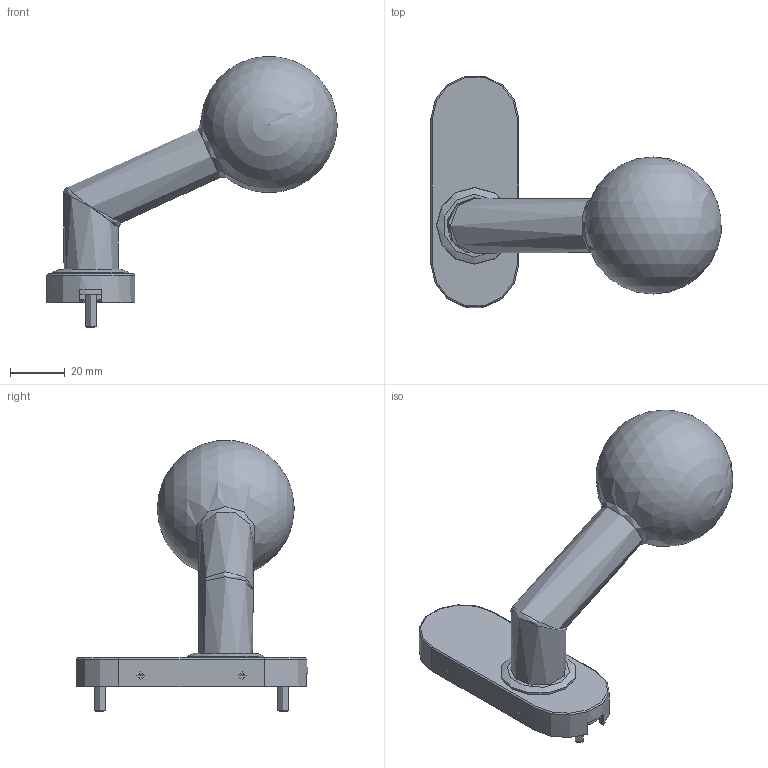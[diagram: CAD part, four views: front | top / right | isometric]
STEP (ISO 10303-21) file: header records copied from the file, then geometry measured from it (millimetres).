
FILE_DESCRIPTION (( 'STEP AP203' ), '1' );
FILE_NAME ('612-VA-F.STEP', '2019-11-06T09:07:33', ( '' ), ( '' ), 'SwSTEP 2.0', 'SolidWorks 2015', '' );
FILE_SCHEMA (( 'CONFIG_CONTROL_DESIGN' ));
Length unit declared in the file: millimetre
Products named in the file (19): 612-VA-F; 612-VA-F Teil2_612-VA-F Teil2; 612-VA-F Teil4; 612-VA-F Teil3_612-VA-F Teil3; DIN 965_DIN 965 M4x18; DIN 931; 612-VA-F Teil2; 612-VA-F Teil1_612-VA-F Teil1; DIN 965; 612-VA-F Teil6; 612-VA-F Teil5_612-VA-F Teil5; 612-VA-F Teil1; 612-VA-F Teil4_612-VA-F Teil4; 612-VA-F Teil6_612-VA-F Teil6; 612-VA-F Teil3; DIN 931_DIN 931 M10x20; 612-VA-F Teil5
Assembly tree (12 placements, depth 2):
  612-VA-F
    612-VA-F Teil6_612-VA-F Teil6
    DIN 931_DIN 931 M10x20
    DIN 965_DIN 965 M4x18  x2
    612-VA-F Teil2_612-VA-F Teil2
    612-VA-F Teil3_612-VA-F Teil3
    612-VA-F Teil4_612-VA-F Teil4
    612-VA-F Teil5_612-VA-F Teil5
    612-VA-F Teil1_612-VA-F Teil1
  612-VA-F Teil4
  612-VA-F Teil2
  612-VA-F
    DIN 931
    DIN 965
    DIN 965
  612-VA-F Teil6
Bounding box: 105.79 x 84.54 x 98.79 mm (x, y, z)
Volume: 38344.1 mm3; surface area: 43901.2 mm2
Topology: 10 solids, 10 shells, 373 faces, 957 edges, 628 vertices
Faces by surface type: plane 218, bspline 65, cylinder 43, cone 29, torus 16, sphere 2
Full cylindrical faces by diameter (mm): 3.6 x2, 4 x2, 6.2 x2, 7.2 x2, 7.7 x1, 7.713 x2, 10 x1, 15.7 x3, 16.3 x3, 20 x2, 20.6 x1, 22 x1, 24 x1, 27.8 x1, 28 x1
Entity records: 16673 total; most frequent: CARTESIAN_POINT 6991, ORIENTED_EDGE 1662, DIRECTION 1412, EDGE_CURVE 831, VERTEX_POINT 569, VECTOR 542, LINE 542, EDGE_LOOP 440
